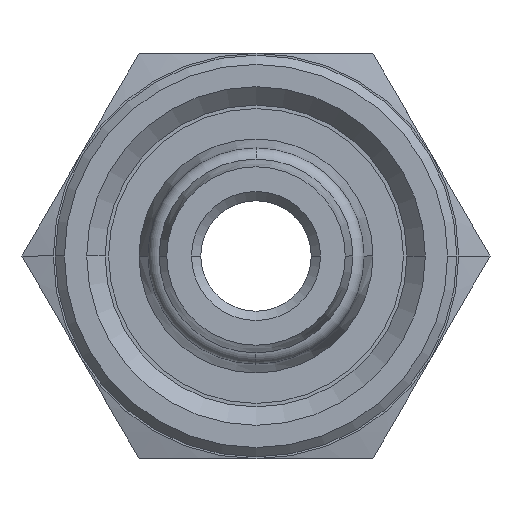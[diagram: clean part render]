
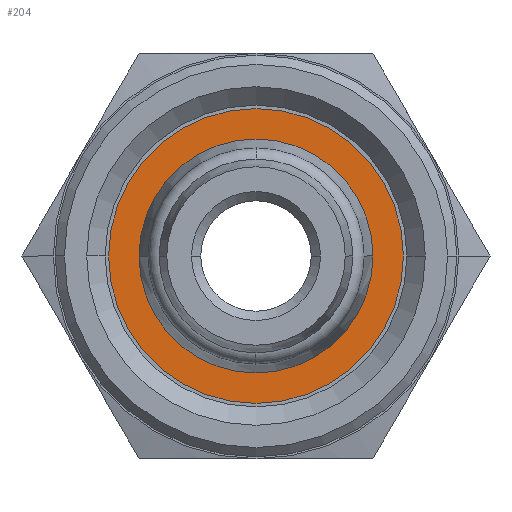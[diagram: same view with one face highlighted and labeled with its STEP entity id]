
A CAD part, left-side view. The second image highlights one B-rep face of the part: STEP entity #204.
In plain terms, the highlighted planar face has unit normal (-1, 0, 0).
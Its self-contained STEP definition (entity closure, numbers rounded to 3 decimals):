
#204 = ADVANCED_FACE( '', ( #430, #431 ), #432, .T. );
#430 = FACE_BOUND( '', #830, .T. );
#431 = FACE_OUTER_BOUND( '', #831, .T. );
#432 = PLANE( '', #832 );
#830 = EDGE_LOOP( '', ( #1398, #1399 ) );
#831 = EDGE_LOOP( '', ( #1400, #1401 ) );
#832 = AXIS2_PLACEMENT_3D( '', #1402, #1403, #1404 );
#1398 = ORIENTED_EDGE( '', *, *, #2638, .F. );
#1399 = ORIENTED_EDGE( '', *, *, #2683, .F. );
#1400 = ORIENTED_EDGE( '', *, *, #2644, .T. );
#1401 = ORIENTED_EDGE( '', *, *, #2682, .T. );
#1402 = CARTESIAN_POINT( '', ( -9.4, 7.175, 0. ) );
#1403 = DIRECTION( '', ( -1., 0., 0. ) );
#1404 = DIRECTION( '', ( 0., 1., 0. ) );
#2638 = EDGE_CURVE( '', #3102, #3105, #3106, .T. );
#2644 = EDGE_CURVE( '', #3111, #3115, #3117, .T. );
#2682 = EDGE_CURVE( '', #3115, #3111, #3174, .T. );
#2683 = EDGE_CURVE( '', #3105, #3102, #3175, .T. );
#3102 = VERTEX_POINT( '', #3822 );
#3105 = VERTEX_POINT( '', #3826 );
#3106 = CIRCLE( '', #3827, 6.35 );
#3111 = VERTEX_POINT( '', #3833 );
#3115 = VERTEX_POINT( '', #3838 );
#3117 = CIRCLE( '', #3841, 8. );
#3174 = CIRCLE( '', #3910, 8. );
#3175 = CIRCLE( '', #3911, 6.35 );
#3822 = CARTESIAN_POINT( '', ( -9.4, 6.35, 0. ) );
#3826 = CARTESIAN_POINT( '', ( -9.4, -6.35, 0. ) );
#3827 = AXIS2_PLACEMENT_3D( '', #5232, #5233, #5234 );
#3833 = CARTESIAN_POINT( '', ( -9.4, 8., 0. ) );
#3838 = CARTESIAN_POINT( '', ( -9.4, -8., 0. ) );
#3841 = AXIS2_PLACEMENT_3D( '', #5244, #5245, #5246 );
#3910 = AXIS2_PLACEMENT_3D( '', #5334, #5335, #5336 );
#3911 = AXIS2_PLACEMENT_3D( '', #5337, #5338, #5339 );
#5232 = CARTESIAN_POINT( '', ( -9.4, 0., 0. ) );
#5233 = DIRECTION( '', ( -1., 0., 0. ) );
#5234 = DIRECTION( '', ( 0., 1., 0. ) );
#5244 = CARTESIAN_POINT( '', ( -9.4, 0., 0. ) );
#5245 = DIRECTION( '', ( -1., 0., 0. ) );
#5246 = DIRECTION( '', ( 0., 1., 0. ) );
#5334 = CARTESIAN_POINT( '', ( -9.4, 0., 0. ) );
#5335 = DIRECTION( '', ( -1., 0., 0. ) );
#5336 = DIRECTION( '', ( 0., 1., 0. ) );
#5337 = CARTESIAN_POINT( '', ( -9.4, 0., 0. ) );
#5338 = DIRECTION( '', ( -1., 0., 0. ) );
#5339 = DIRECTION( '', ( 0., 1., 0. ) );
